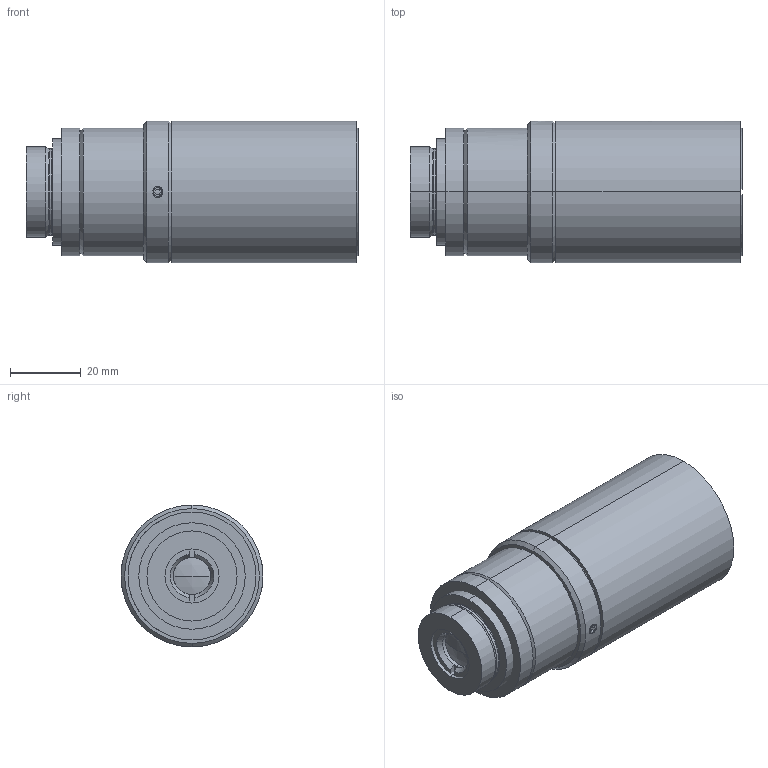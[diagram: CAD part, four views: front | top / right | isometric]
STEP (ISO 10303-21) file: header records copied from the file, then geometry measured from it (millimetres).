
FILE_DESCRIPTION (( 'STEP AP203' ), '1' );
FILE_NAME ('S5LPJ4425_02.STEP', '2013-12-19T12:28:24', ( 'poweredge' ), ( 'Hewlett-Packard Company' ), 'SwSTEP 2.0', 'SolidWorks 2013', '' );
FILE_SCHEMA (( 'CONFIG_CONTROL_DESIGN' ));
Length unit declared in the file: millimetre
Products named in the file (1): S5LPJ4425_02
Bounding box: 93.54 x 40 x 40 mm (x, y, z)
Surface area: 21063 mm2 (no closed solid volume)
Topology: 0 solids, 13 shells, 99 faces, 262 edges, 176 vertices
Faces by surface type: plane 49, cylinder 28, cone 14, sphere 4, torus 4
Entity records: 3389 total; most frequent: CARTESIAN_POINT 818, DIRECTION 564, ORIENTED_EDGE 444, EDGE_CURVE 262, AXIS2_PLACEMENT_3D 218, VERTEX_POINT 176, VECTOR 128, LINE 128
